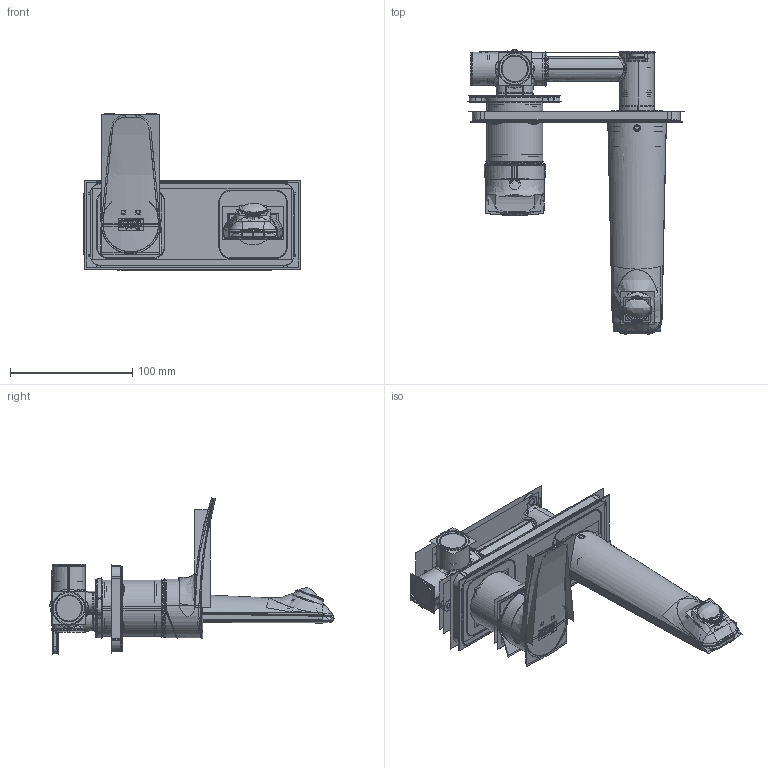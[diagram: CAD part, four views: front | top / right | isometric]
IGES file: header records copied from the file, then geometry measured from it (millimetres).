
Start section:  PTC IGES file: FFAS0904-102500BC0.igs
Global section: file name: FFAS0904-102500BC0.igs; native system: Creo Parametric by PTC Inc.; preprocessor: 2015200; author: 10114211; organization: Unknown; date: 20180814.093315; units: millimetre
Bounding box: 177.11 x 233.14 x 127.77 mm (x, y, z)
Volume: 449743.6 mm3; surface area: 2949480 mm2
Topology: 29 solids, 62 shells, 3742 faces, 21794 edges, 29618 vertices
Faces by surface type: revolution 1892, bspline 1790, extrusion 60
